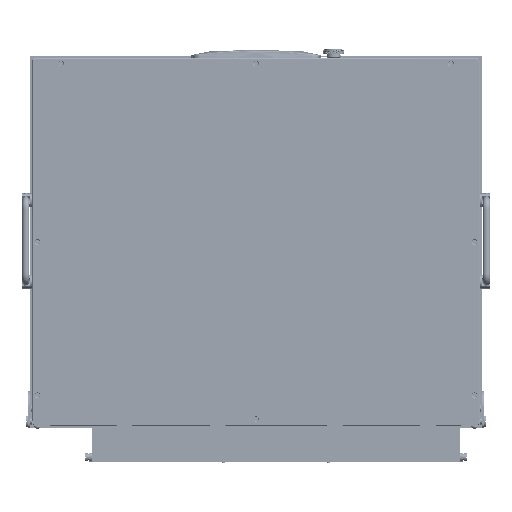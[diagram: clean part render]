
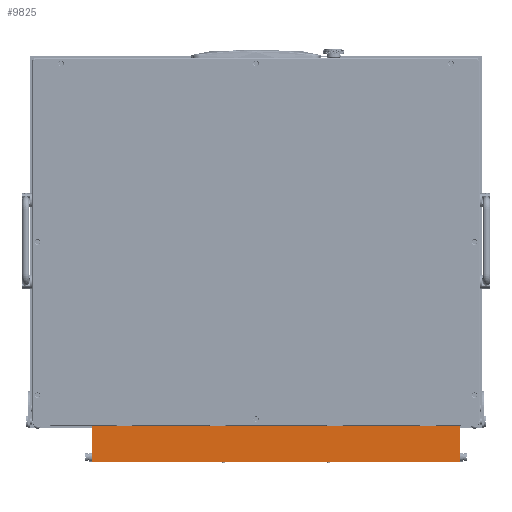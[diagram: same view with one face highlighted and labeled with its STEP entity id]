
A CAD part, front view. The second image highlights one B-rep face of the part: STEP entity #9825.
In plain terms, the highlighted planar face has unit normal (0, -1, 0).
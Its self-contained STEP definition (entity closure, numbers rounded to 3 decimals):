
#9825 = ADVANCED_FACE ( 'NONE', ( #52279 ), #17128, .F. ) ;
#12496 = LINE ( 'NONE', #193411, #224677 ) ;
#13077 = DIRECTION ( 'NONE',  ( 0., 0., 1. ) ) ;
#13907 = AXIS2_PLACEMENT_3D ( 'NONE', #34687, #179086, #13077 ) ;
#14899 = ORIENTED_EDGE ( 'NONE', *, *, #177279, .T. ) ;
#16825 = EDGE_CURVE ( 'NONE', #85096, #20687, #12496, .T. ) ;
#17128 = PLANE ( 'NONE',  #13907 ) ;
#19871 = CARTESIAN_POINT ( 'NONE',  ( 44.443, 0., 431.563 ) ) ;
#20687 = VERTEX_POINT ( 'NONE', #265724 ) ;
#28001 = CARTESIAN_POINT ( 'NONE',  ( 44.439, 0., 431.309 ) ) ;
#34687 = CARTESIAN_POINT ( 'NONE',  ( 44.443, 0., 431.563 ) ) ;
#37541 = VERTEX_POINT ( 'NONE', #148210 ) ;
#42095 = CARTESIAN_POINT ( 'NONE',  ( -0.084, 0., 427.514 ) ) ;
#46145 = ORIENTED_EDGE ( 'NONE', *, *, #225966, .T. ) ;
#52279 = FACE_OUTER_BOUND ( 'NONE', #259901, .T. ) ;
#85096 = VERTEX_POINT ( 'NONE', #28001 ) ;
#93787 = ORIENTED_EDGE ( 'NONE', *, *, #16825, .T. ) ;
#98860 = VECTOR ( 'NONE', #246614, 1000. ) ;
#100184 = LINE ( 'NONE', #42095, #226835 ) ;
#109779 = DIRECTION ( 'NONE',  ( -1., 0., 0.017 ) ) ;
#130118 = VECTOR ( 'NONE', #152409, 1000. ) ;
#138059 = EDGE_CURVE ( 'NONE', #37541, #20687, #100184, .T. ) ;
#148210 = CARTESIAN_POINT ( 'NONE',  ( -7.864, 0., -18.188 ) ) ;
#152409 = DIRECTION ( 'NONE',  ( 1., 0., -0.017 ) ) ;
#153728 = CARTESIAN_POINT ( 'NONE',  ( -7.864, 0., -18.188 ) ) ;
#177279 = EDGE_CURVE ( 'NONE', #37541, #261544, #196856, .T. ) ;
#179086 = DIRECTION ( 'NONE',  ( 0., 1., 0. ) ) ;
#182531 = DIRECTION ( 'NONE',  ( 0.017, 0., 1. ) ) ;
#193411 = CARTESIAN_POINT ( 'NONE',  ( -0.004, 0., 432.085 ) ) ;
#196856 = LINE ( 'NONE', #153728, #130118 ) ;
#213362 = ORIENTED_EDGE ( 'NONE', *, *, #138059, .F. ) ;
#224677 = VECTOR ( 'NONE', #109779, 1000. ) ;
#225042 = LINE ( 'NONE', #19871, #98860 ) ;
#225966 = EDGE_CURVE ( 'NONE', #261544, #85096, #225042, .T. ) ;
#226835 = VECTOR ( 'NONE', #182531, 1000. ) ;
#233635 = CARTESIAN_POINT ( 'NONE',  ( 36.579, 0., -18.964 ) ) ;
#246614 = DIRECTION ( 'NONE',  ( 0.017, 0., 1. ) ) ;
#259901 = EDGE_LOOP ( 'NONE', ( #14899, #46145, #93787, #213362 ) ) ;
#261544 = VERTEX_POINT ( 'NONE', #233635 ) ;
#265724 = CARTESIAN_POINT ( 'NONE',  ( -0.004, 0., 432.085 ) ) ;
